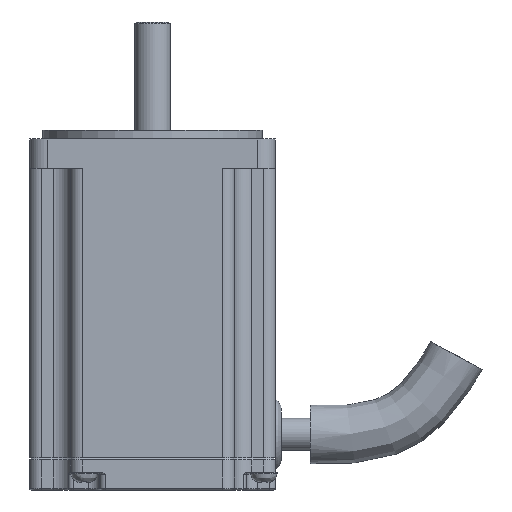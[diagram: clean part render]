
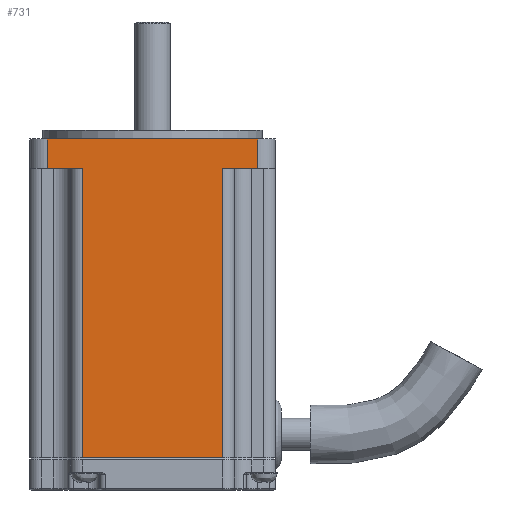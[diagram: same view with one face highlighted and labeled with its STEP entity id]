
A CAD part, left-side view. The second image highlights one B-rep face of the part: STEP entity #731.
In plain terms, the highlighted planar face has unit normal (-1, 0, 0).
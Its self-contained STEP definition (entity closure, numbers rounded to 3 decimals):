
#731 = ADVANCED_FACE( '', ( #1456 ), #1457, .F. );
#1456 = FACE_OUTER_BOUND( '', #2536, .T. );
#1457 = PLANE( '', #2537 );
#2536 = EDGE_LOOP( '', ( #4437, #4438, #4439, #4440, #4441, #4442, #4443, #4444 ) );
#2537 = AXIS2_PLACEMENT_3D( '', #4445, #4446, #4447 );
#4437 = ORIENTED_EDGE( '', *, *, #5159, .T. );
#4438 = ORIENTED_EDGE( '', *, *, #4997, .F. );
#4439 = ORIENTED_EDGE( '', *, *, #5037, .F. );
#4440 = ORIENTED_EDGE( '', *, *, #4857, .T. );
#4441 = ORIENTED_EDGE( '', *, *, #5048, .T. );
#4442 = ORIENTED_EDGE( '', *, *, #5128, .F. );
#4443 = ORIENTED_EDGE( '', *, *, #5413, .F. );
#4444 = ORIENTED_EDGE( '', *, *, #5399, .T. );
#4445 = CARTESIAN_POINT( '', ( -21., 18., 5. ) );
#4446 = DIRECTION( '', ( 1., 0., 0. ) );
#4447 = DIRECTION( '', ( 0., 1., 0. ) );
#4857 = EDGE_CURVE( '', #5707, #5705, #5708, .T. );
#4997 = EDGE_CURVE( '', #5932, #5927, #5934, .T. );
#5037 = EDGE_CURVE( '', #5707, #5932, #6002, .T. );
#5048 = EDGE_CURVE( '', #5705, #6018, #6020, .T. );
#5128 = EDGE_CURVE( '', #6136, #6018, #6138, .T. );
#5159 = EDGE_CURVE( '', #6182, #5927, #6183, .T. );
#5399 = EDGE_CURVE( '', #6467, #6182, #6468, .T. );
#5413 = EDGE_CURVE( '', #6467, #6136, #6482, .T. );
#5705 = VERTEX_POINT( '', #6857 );
#5707 = VERTEX_POINT( '', #6859 );
#5708 = LINE( '', #6860, #6861 );
#5927 = VERTEX_POINT( '', #7155 );
#5932 = VERTEX_POINT( '', #7161 );
#5934 = LINE( '', #7163, #7164 );
#6002 = LINE( '', #7254, #7255 );
#6018 = VERTEX_POINT( '', #7275 );
#6020 = LINE( '', #7277, #7278 );
#6136 = VERTEX_POINT( '', #7452 );
#6138 = LINE( '', #7454, #7455 );
#6182 = VERTEX_POINT( '', #7515 );
#6183 = LINE( '', #7516, #7517 );
#6467 = VERTEX_POINT( '', #7916 );
#6468 = LINE( '', #7917, #7918 );
#6482 = LINE( '', #7934, #7935 );
#6857 = CARTESIAN_POINT( '', ( -21., -12., 15. ) );
#6859 = CARTESIAN_POINT( '', ( -21., -12., -34.5 ) );
#6860 = CARTESIAN_POINT( '', ( -21., -12., -34.5 ) );
#6861 = VECTOR( '', #8199, 1000. );
#7155 = CARTESIAN_POINT( '', ( -21., 12., 15. ) );
#7161 = CARTESIAN_POINT( '', ( -21., 12., -34.5 ) );
#7163 = CARTESIAN_POINT( '', ( -21., 12., -34.5 ) );
#7164 = VECTOR( '', #8418, 1000. );
#7254 = CARTESIAN_POINT( '', ( -21., -12., -34.5 ) );
#7255 = VECTOR( '', #8477, 1000. );
#7275 = CARTESIAN_POINT( '', ( -21., -18., 15. ) );
#7277 = CARTESIAN_POINT( '', ( -21., 18., 15. ) );
#7278 = VECTOR( '', #8497, 1000. );
#7452 = CARTESIAN_POINT( '', ( -21., -18., 20. ) );
#7454 = CARTESIAN_POINT( '', ( -21., -18., 5. ) );
#7455 = VECTOR( '', #8597, 1000. );
#7515 = CARTESIAN_POINT( '', ( -21., 18., 15. ) );
#7516 = CARTESIAN_POINT( '', ( -21., 18., 15. ) );
#7517 = VECTOR( '', #8639, 1000. );
#7916 = CARTESIAN_POINT( '', ( -21., 18., 20. ) );
#7917 = CARTESIAN_POINT( '', ( -21., 18., 5. ) );
#7918 = VECTOR( '', #8908, 1000. );
#7934 = CARTESIAN_POINT( '', ( -21., 18., 20. ) );
#7935 = VECTOR( '', #8920, 1000. );
#8199 = DIRECTION( '', ( 0., 0., 1. ) );
#8418 = DIRECTION( '', ( 0., 0., 1. ) );
#8477 = DIRECTION( '', ( 0., 1., 0. ) );
#8497 = DIRECTION( '', ( 0., -1., 0. ) );
#8597 = DIRECTION( '', ( 0., 0., -1. ) );
#8639 = DIRECTION( '', ( 0., -1., 0. ) );
#8908 = DIRECTION( '', ( 0., 0., -1. ) );
#8920 = DIRECTION( '', ( 0., -1., 0. ) );
